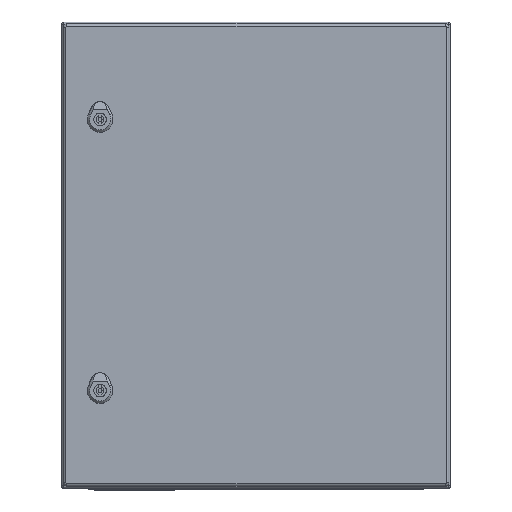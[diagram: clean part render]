
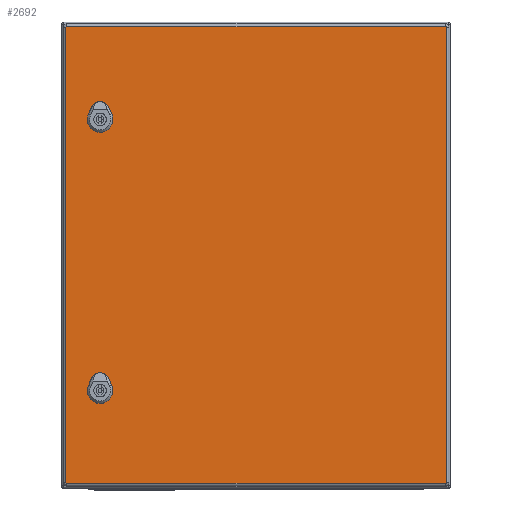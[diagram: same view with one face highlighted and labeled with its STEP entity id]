
A CAD part, top view. The second image highlights one B-rep face of the part: STEP entity #2692.
In plain terms, the highlighted face is planar.
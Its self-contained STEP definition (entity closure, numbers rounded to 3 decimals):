
#1601=FACE_BOUND('',#4095,.T.);
#1602=FACE_BOUND('',#4096,.T.);
#1603=FACE_BOUND('',#4097,.T.);
#2229=CIRCLE('',#11199,1.);
#2230=CIRCLE('',#11200,1.);
#2231=CIRCLE('',#11201,1.);
#2232=CIRCLE('',#11202,1.);
#2233=CIRCLE('',#11203,11.25);
#2234=CIRCLE('',#11204,11.25);
#2235=CIRCLE('',#11205,11.25);
#2236=CIRCLE('',#11206,11.25);
#2237=CIRCLE('',#11207,11.25);
#2238=CIRCLE('',#11208,11.25);
#2239=CIRCLE('',#11209,11.25);
#2240=CIRCLE('',#11210,11.25);
#2692=ADVANCED_FACE('',(#1601,#1602,#1603),#3027,.F.);
#3027=PLANE('',#11211);
#4095=EDGE_LOOP('',(#5837,#5838,#5839,#5840,#5841,#5842,#5843,#5844));
#4096=EDGE_LOOP('',(#5845,#5846,#5847,#5848,#5849,#5850,#5851,#5852));
#4097=EDGE_LOOP('',(#5853,#5854,#5855,#5856,#5857,#5858,#5859,#5860));
#5837=ORIENTED_EDGE('',*,*,#8613,.F.);
#5838=ORIENTED_EDGE('',*,*,#8614,.F.);
#5839=ORIENTED_EDGE('',*,*,#8615,.F.);
#5840=ORIENTED_EDGE('',*,*,#8616,.F.);
#5841=ORIENTED_EDGE('',*,*,#8617,.F.);
#5842=ORIENTED_EDGE('',*,*,#8618,.F.);
#5843=ORIENTED_EDGE('',*,*,#8619,.F.);
#5844=ORIENTED_EDGE('',*,*,#8620,.F.);
#5845=ORIENTED_EDGE('',*,*,#8621,.T.);
#5846=ORIENTED_EDGE('',*,*,#8622,.T.);
#5847=ORIENTED_EDGE('',*,*,#8623,.T.);
#5848=ORIENTED_EDGE('',*,*,#8624,.T.);
#5849=ORIENTED_EDGE('',*,*,#8625,.T.);
#5850=ORIENTED_EDGE('',*,*,#8626,.T.);
#5851=ORIENTED_EDGE('',*,*,#8627,.T.);
#5852=ORIENTED_EDGE('',*,*,#8628,.T.);
#5853=ORIENTED_EDGE('',*,*,#8629,.F.);
#5854=ORIENTED_EDGE('',*,*,#8630,.F.);
#5855=ORIENTED_EDGE('',*,*,#8631,.F.);
#5856=ORIENTED_EDGE('',*,*,#8632,.F.);
#5857=ORIENTED_EDGE('',*,*,#8633,.F.);
#5858=ORIENTED_EDGE('',*,*,#8634,.F.);
#5859=ORIENTED_EDGE('',*,*,#8635,.F.);
#5860=ORIENTED_EDGE('',*,*,#8636,.F.);
#7525=VERTEX_POINT('',#16499);
#7526=VERTEX_POINT('',#16500);
#7527=VERTEX_POINT('',#16502);
#7528=VERTEX_POINT('',#16504);
#7529=VERTEX_POINT('',#16506);
#7530=VERTEX_POINT('',#16508);
#7531=VERTEX_POINT('',#16510);
#7532=VERTEX_POINT('',#16512);
#7533=VERTEX_POINT('',#16515);
#7534=VERTEX_POINT('',#16516);
#7535=VERTEX_POINT('',#16518);
#7536=VERTEX_POINT('',#16520);
#7537=VERTEX_POINT('',#16522);
#7538=VERTEX_POINT('',#16524);
#7539=VERTEX_POINT('',#16526);
#7540=VERTEX_POINT('',#16528);
#7541=VERTEX_POINT('',#16531);
#7542=VERTEX_POINT('',#16532);
#7543=VERTEX_POINT('',#16534);
#7544=VERTEX_POINT('',#16536);
#7545=VERTEX_POINT('',#16538);
#7546=VERTEX_POINT('',#16540);
#7547=VERTEX_POINT('',#16542);
#7548=VERTEX_POINT('',#16544);
#8613=EDGE_CURVE('',#7525,#7526,#2229,.T.);
#8614=EDGE_CURVE('',#7527,#7525,#9511,.T.);
#8615=EDGE_CURVE('',#7528,#7527,#2230,.T.);
#8616=EDGE_CURVE('',#7529,#7528,#9512,.T.);
#8617=EDGE_CURVE('',#7530,#7529,#2231,.T.);
#8618=EDGE_CURVE('',#7531,#7530,#9513,.T.);
#8619=EDGE_CURVE('',#7532,#7531,#2232,.T.);
#8620=EDGE_CURVE('',#7526,#7532,#9514,.T.);
#8621=EDGE_CURVE('',#7533,#7534,#9515,.T.);
#8622=EDGE_CURVE('',#7534,#7535,#2233,.T.);
#8623=EDGE_CURVE('',#7535,#7536,#9516,.T.);
#8624=EDGE_CURVE('',#7536,#7537,#2234,.T.);
#8625=EDGE_CURVE('',#7537,#7538,#9517,.T.);
#8626=EDGE_CURVE('',#7538,#7539,#2235,.T.);
#8627=EDGE_CURVE('',#7539,#7540,#9518,.T.);
#8628=EDGE_CURVE('',#7540,#7533,#2236,.T.);
#8629=EDGE_CURVE('',#7541,#7542,#2237,.T.);
#8630=EDGE_CURVE('',#7543,#7541,#9519,.T.);
#8631=EDGE_CURVE('',#7544,#7543,#2238,.T.);
#8632=EDGE_CURVE('',#7545,#7544,#9520,.T.);
#8633=EDGE_CURVE('',#7546,#7545,#2239,.T.);
#8634=EDGE_CURVE('',#7547,#7546,#9521,.T.);
#8635=EDGE_CURVE('',#7548,#7547,#2240,.T.);
#8636=EDGE_CURVE('',#7542,#7548,#9522,.T.);
#9511=LINE('',#16501,#10237);
#9512=LINE('',#16505,#10238);
#9513=LINE('',#16509,#10239);
#9514=LINE('',#16513,#10240);
#9515=LINE('',#16514,#10241);
#9516=LINE('',#16519,#10242);
#9517=LINE('',#16523,#10243);
#9518=LINE('',#16527,#10244);
#9519=LINE('',#16533,#10245);
#9520=LINE('',#16537,#10246);
#9521=LINE('',#16541,#10247);
#9522=LINE('',#16545,#10248);
#10237=VECTOR('',#13352,1.);
#10238=VECTOR('',#13355,1.);
#10239=VECTOR('',#13358,1.);
#10240=VECTOR('',#13361,1.);
#10241=VECTOR('',#13362,1.);
#10242=VECTOR('',#13365,1.);
#10243=VECTOR('',#13368,1.);
#10244=VECTOR('',#13371,1.);
#10245=VECTOR('',#13376,1.);
#10246=VECTOR('',#13379,1.);
#10247=VECTOR('',#13382,1.);
#10248=VECTOR('',#13385,1.);
#11199=AXIS2_PLACEMENT_3D('',#16498,#13350,#13351);
#11200=AXIS2_PLACEMENT_3D('',#16503,#13353,#13354);
#11201=AXIS2_PLACEMENT_3D('',#16507,#13356,#13357);
#11202=AXIS2_PLACEMENT_3D('',#16511,#13359,#13360);
#11203=AXIS2_PLACEMENT_3D('',#16517,#13363,#13364);
#11204=AXIS2_PLACEMENT_3D('',#16521,#13366,#13367);
#11205=AXIS2_PLACEMENT_3D('',#16525,#13369,#13370);
#11206=AXIS2_PLACEMENT_3D('',#16529,#13372,#13373);
#11207=AXIS2_PLACEMENT_3D('',#16530,#13374,#13375);
#11208=AXIS2_PLACEMENT_3D('',#16535,#13377,#13378);
#11209=AXIS2_PLACEMENT_3D('',#16539,#13380,#13381);
#11210=AXIS2_PLACEMENT_3D('',#16543,#13383,#13384);
#11211=AXIS2_PLACEMENT_3D('',#16546,#13386,#13387);
#13350=DIRECTION('',(0.,0.,1.));
#13351=DIRECTION('',(1.,0.,0.));
#13352=DIRECTION('',(0.,-1.,0.));
#13353=DIRECTION('',(0.,0.,1.));
#13354=DIRECTION('',(1.,0.,0.));
#13355=DIRECTION('',(-1.,0.,0.));
#13356=DIRECTION('',(0.,0.,1.));
#13357=DIRECTION('',(1.,0.,0.));
#13358=DIRECTION('',(0.,1.,0.));
#13359=DIRECTION('',(0.,0.,1.));
#13360=DIRECTION('',(1.,0.,0.));
#13361=DIRECTION('',(1.,0.,0.));
#13362=DIRECTION('',(-1.,0.,0.));
#13363=DIRECTION('',(0.,0.,1.));
#13364=DIRECTION('',(1.,0.,0.));
#13365=DIRECTION('',(0.,-1.,0.));
#13366=DIRECTION('',(0.,0.,1.));
#13367=DIRECTION('',(1.,0.,0.));
#13368=DIRECTION('',(1.,0.,0.));
#13369=DIRECTION('',(0.,0.,1.));
#13370=DIRECTION('',(1.,0.,0.));
#13371=DIRECTION('',(0.,1.,0.));
#13372=DIRECTION('',(0.,0.,1.));
#13373=DIRECTION('',(1.,0.,0.));
#13374=DIRECTION('',(0.,0.,-1.));
#13375=DIRECTION('',(1.,0.,0.));
#13376=DIRECTION('',(-1.,0.,0.));
#13377=DIRECTION('',(0.,0.,-1.));
#13378=DIRECTION('',(1.,0.,0.));
#13379=DIRECTION('',(0.,-1.,0.));
#13380=DIRECTION('',(0.,0.,-1.));
#13381=DIRECTION('',(1.,0.,0.));
#13382=DIRECTION('',(1.,0.,0.));
#13383=DIRECTION('',(0.,0.,-1.));
#13384=DIRECTION('',(1.,0.,0.));
#13385=DIRECTION('',(0.,1.,0.));
#13386=DIRECTION('',(0.,0.,1.));
#13387=DIRECTION('',(1.,0.,0.));
#16498=CARTESIAN_POINT('',(-243.75,-293.,0.));
#16499=CARTESIAN_POINT('',(-244.75,-293.,0.));
#16500=CARTESIAN_POINT('',(-243.75,-294.,0.));
#16501=CARTESIAN_POINT('',(-244.75,293.,0.));
#16502=CARTESIAN_POINT('',(-244.75,293.,0.));
#16503=CARTESIAN_POINT('',(-243.75,293.,0.));
#16504=CARTESIAN_POINT('',(-243.75,294.,0.));
#16505=CARTESIAN_POINT('',(243.75,294.,0.));
#16506=CARTESIAN_POINT('',(243.75,294.,0.));
#16507=CARTESIAN_POINT('',(243.75,293.,0.));
#16508=CARTESIAN_POINT('',(244.75,293.,0.));
#16509=CARTESIAN_POINT('',(244.75,-293.,0.));
#16510=CARTESIAN_POINT('',(244.75,-293.,0.));
#16511=CARTESIAN_POINT('',(243.75,-293.,0.));
#16512=CARTESIAN_POINT('',(243.75,-294.,0.));
#16513=CARTESIAN_POINT('',(-243.75,-294.,0.));
#16514=CARTESIAN_POINT('',(-243.75,184.7,0.));
#16515=CARTESIAN_POINT('',(205.496,184.7,0.));
#16516=CARTESIAN_POINT('',(196.004,184.7,0.));
#16517=CARTESIAN_POINT('',(200.75,174.5,0.));
#16518=CARTESIAN_POINT('',(190.55,179.246,0.));
#16519=CARTESIAN_POINT('',(190.55,293.,0.));
#16520=CARTESIAN_POINT('',(190.55,169.754,0.));
#16521=CARTESIAN_POINT('',(200.75,174.5,0.));
#16522=CARTESIAN_POINT('',(196.004,164.3,0.));
#16523=CARTESIAN_POINT('',(-243.75,164.3,0.));
#16524=CARTESIAN_POINT('',(205.496,164.3,0.));
#16525=CARTESIAN_POINT('',(200.75,174.5,0.));
#16526=CARTESIAN_POINT('',(210.95,169.754,0.));
#16527=CARTESIAN_POINT('',(210.95,293.,0.));
#16528=CARTESIAN_POINT('',(210.95,179.246,0.));
#16529=CARTESIAN_POINT('',(200.75,174.5,0.));
#16530=CARTESIAN_POINT('',(200.75,-174.5,0.));
#16531=CARTESIAN_POINT('',(196.004,-184.7,0.));
#16532=CARTESIAN_POINT('',(190.55,-179.246,0.));
#16533=CARTESIAN_POINT('',(-243.75,-184.7,0.));
#16534=CARTESIAN_POINT('',(205.496,-184.7,0.));
#16535=CARTESIAN_POINT('',(200.75,-174.5,0.));
#16536=CARTESIAN_POINT('',(210.95,-179.246,0.));
#16537=CARTESIAN_POINT('',(210.95,293.,0.));
#16538=CARTESIAN_POINT('',(210.95,-169.754,0.));
#16539=CARTESIAN_POINT('',(200.75,-174.5,0.));
#16540=CARTESIAN_POINT('',(205.496,-164.3,0.));
#16541=CARTESIAN_POINT('',(-243.75,-164.3,0.));
#16542=CARTESIAN_POINT('',(196.004,-164.3,0.));
#16543=CARTESIAN_POINT('',(200.75,-174.5,0.));
#16544=CARTESIAN_POINT('',(190.55,-169.754,0.));
#16545=CARTESIAN_POINT('',(190.55,293.,0.));
#16546=CARTESIAN_POINT('',(-243.75,293.,0.));
